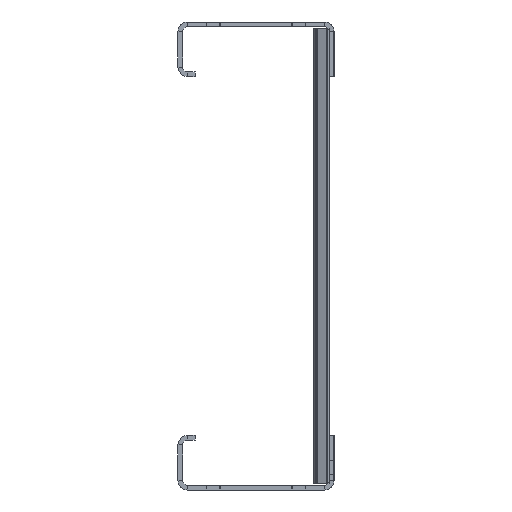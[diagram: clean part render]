
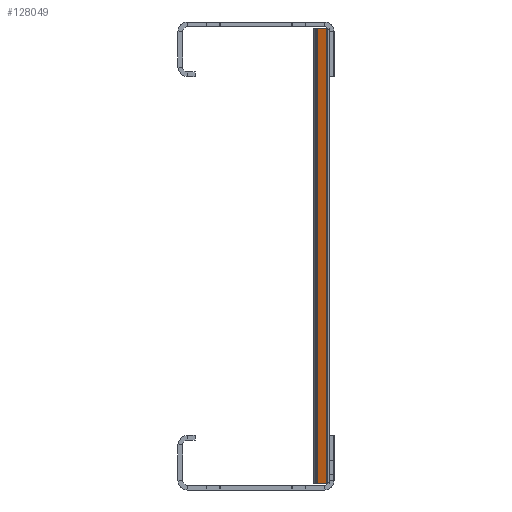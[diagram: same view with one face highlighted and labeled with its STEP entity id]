
A CAD part, left-side view. The second image highlights one B-rep face of the part: STEP entity #128049.
In plain terms, the highlighted planar face has unit normal (-0.94, 0.342, 0).
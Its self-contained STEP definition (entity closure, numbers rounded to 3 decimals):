
#86112=DIRECTION('',(0.,0.,1.));
#86113=VECTOR('',#86112,292.);
#86114=CARTESIAN_POINT('',(-1410.464,1.858,-146.));
#86115=LINE('',#86114,#86113);
#86120=DIRECTION('',(0.,0.,1.));
#86121=VECTOR('',#86120,292.);
#86122=CARTESIAN_POINT('',(-1408.027,8.552,-146.));
#86123=LINE('',#86122,#86121);
#89260=DIRECTION('',(-0.342,-0.94,0.));
#89261=VECTOR('',#89260,7.124);
#89262=CARTESIAN_POINT('',(-1408.027,8.552,-146.));
#89263=LINE('',#89262,#89261);
#89298=DIRECTION('',(-0.342,-0.94,0.));
#89299=VECTOR('',#89298,7.124);
#89300=CARTESIAN_POINT('',(-1408.027,8.552,146.));
#89301=LINE('',#89300,#89299);
#101984=CARTESIAN_POINT('',(-1408.027,8.552,-146.));
#101985=VERTEX_POINT('',#101984);
#101986=CARTESIAN_POINT('',(-1410.464,1.858,-146.));
#101987=VERTEX_POINT('',#101986);
#108120=CARTESIAN_POINT('',(-1408.027,8.552,146.));
#108121=VERTEX_POINT('',#108120);
#108122=CARTESIAN_POINT('',(-1410.464,1.858,146.));
#108123=VERTEX_POINT('',#108122);
#128035=CARTESIAN_POINT('',(-1408.027,8.552,-305.));
#128036=DIRECTION('',(-0.94,0.342,0.));
#128037=DIRECTION('',(-0.342,-0.94,0.));
#128038=AXIS2_PLACEMENT_3D('',#128035,#128036,#128037);
#128039=PLANE('',#128038);
#128041=ORIENTED_EDGE('',*,*,#128040,.T.);
#128043=ORIENTED_EDGE('',*,*,#128042,.T.);
#128044=ORIENTED_EDGE('',*,*,#128025,.F.);
#128046=ORIENTED_EDGE('',*,*,#128045,.F.);
#128047=EDGE_LOOP('',(#128041,#128043,#128044,#128046));
#128048=FACE_OUTER_BOUND('',#128047,.F.);
#128049=ADVANCED_FACE('',(#128048),#128039,.T.);
#128025=EDGE_CURVE('',#101987,#108123,#86115,.T.);
#128040=EDGE_CURVE('',#101985,#108121,#86123,.T.);
#128042=EDGE_CURVE('',#108121,#108123,#89301,.T.);
#128045=EDGE_CURVE('',#101985,#101987,#89263,.T.);
